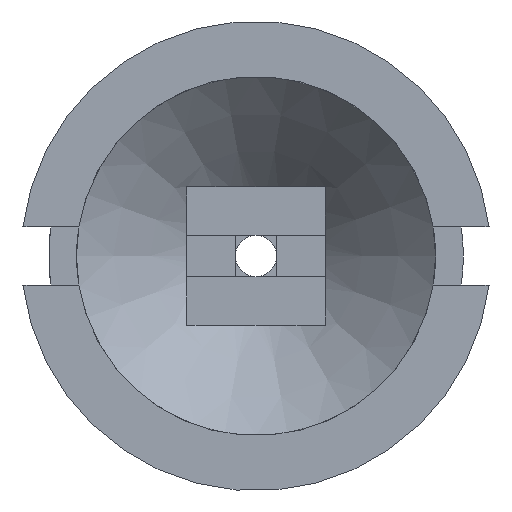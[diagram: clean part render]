
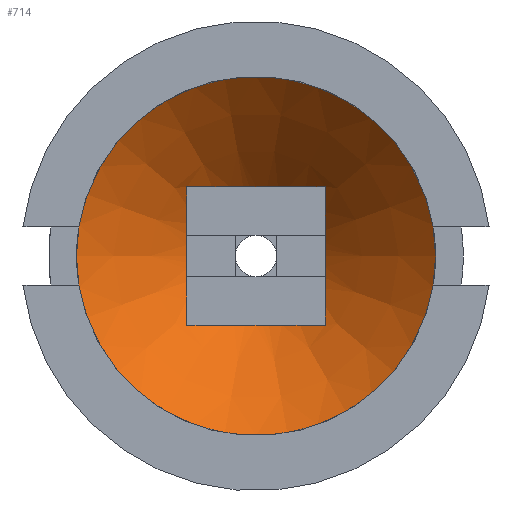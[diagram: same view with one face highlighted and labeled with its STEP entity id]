
A CAD part, front view. The second image highlights one B-rep face of the part: STEP entity #714.
In plain terms, the highlighted conical face has half-angle 45 degrees and reference radius 9 mm.
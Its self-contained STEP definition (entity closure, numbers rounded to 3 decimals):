
#25=CONICAL_SURFACE('',#771,9.,0.785);
#28=(
BOUNDED_CURVE()
B_SPLINE_CURVE(2,(#1094,#1095,#1096),.UNSPECIFIED.,.F.,.F.)
B_SPLINE_CURVE_WITH_KNOTS((3,3),(1.46,2.263),
 .UNSPECIFIED.)
CURVE()
GEOMETRIC_REPRESENTATION_ITEM()
RATIONAL_B_SPLINE_CURVE((1.,1.188,1.169))
REPRESENTATION_ITEM('')
);
#29=(
BOUNDED_CURVE()
B_SPLINE_CURVE(2,(#1098,#1099,#1100),.UNSPECIFIED.,.F.,.F.)
B_SPLINE_CURVE_WITH_KNOTS((3,3),(0.657,1.46),
 .UNSPECIFIED.)
CURVE()
GEOMETRIC_REPRESENTATION_ITEM()
RATIONAL_B_SPLINE_CURVE((1.169,1.188,1.))
REPRESENTATION_ITEM('')
);
#30=(
BOUNDED_CURVE()
B_SPLINE_CURVE(2,(#1107,#1108,#1109),.UNSPECIFIED.,.F.,.F.)
B_SPLINE_CURVE_WITH_KNOTS((3,3),(0.657,1.46),
 .UNSPECIFIED.)
CURVE()
GEOMETRIC_REPRESENTATION_ITEM()
RATIONAL_B_SPLINE_CURVE((1.169,1.188,1.))
REPRESENTATION_ITEM('')
);
#31=(
BOUNDED_CURVE()
B_SPLINE_CURVE(2,(#1113,#1114,#1115),.UNSPECIFIED.,.F.,.F.)
B_SPLINE_CURVE_WITH_KNOTS((3,3),(1.46,2.263),
 .UNSPECIFIED.)
CURVE()
GEOMETRIC_REPRESENTATION_ITEM()
RATIONAL_B_SPLINE_CURVE((1.,1.188,1.169))
REPRESENTATION_ITEM('')
);
#32=(
BOUNDED_CURVE()
B_SPLINE_CURVE(2,(#1121,#1122,#1123),.UNSPECIFIED.,.F.,.F.)
B_SPLINE_CURVE_WITH_KNOTS((3,3),(0.657,1.46),
 .UNSPECIFIED.)
CURVE()
GEOMETRIC_REPRESENTATION_ITEM()
RATIONAL_B_SPLINE_CURVE((1.169,1.188,1.))
REPRESENTATION_ITEM('')
);
#33=(
BOUNDED_CURVE()
B_SPLINE_CURVE(2,(#1127,#1128,#1129),.UNSPECIFIED.,.F.,.F.)
B_SPLINE_CURVE_WITH_KNOTS((3,3),(1.46,2.263),
 .UNSPECIFIED.)
CURVE()
GEOMETRIC_REPRESENTATION_ITEM()
RATIONAL_B_SPLINE_CURVE((1.,1.188,1.169))
REPRESENTATION_ITEM('')
);
#34=(
BOUNDED_CURVE()
B_SPLINE_CURVE(2,(#1131,#1132,#1133),.UNSPECIFIED.,.F.,.F.)
B_SPLINE_CURVE_WITH_KNOTS((3,3),(0.657,1.46),
 .UNSPECIFIED.)
CURVE()
GEOMETRIC_REPRESENTATION_ITEM()
RATIONAL_B_SPLINE_CURVE((1.169,1.188,1.))
REPRESENTATION_ITEM('')
);
#35=(
BOUNDED_CURVE()
B_SPLINE_CURVE(2,(#1135,#1136,#1137),.UNSPECIFIED.,.F.,.F.)
B_SPLINE_CURVE_WITH_KNOTS((3,3),(1.46,2.263),
 .UNSPECIFIED.)
CURVE()
GEOMETRIC_REPRESENTATION_ITEM()
RATIONAL_B_SPLINE_CURVE((1.,1.188,1.169))
REPRESENTATION_ITEM('')
);
#57=FACE_OUTER_BOUND('',#96,.T.);
#96=EDGE_LOOP('',(#535,#536,#537,#538,#539,#540,#541,#542,#543,#544,#545));
#157=LINE('',#1141,#223);
#223=VECTOR('',#904,9.);
#255=CIRCLE('',#772,13.);
#297=VERTEX_POINT('',#1086);
#299=VERTEX_POINT('',#1092);
#300=VERTEX_POINT('',#1093);
#301=VERTEX_POINT('',#1097);
#303=VERTEX_POINT('',#1106);
#304=VERTEX_POINT('',#1112);
#306=VERTEX_POINT('',#1120);
#307=VERTEX_POINT('',#1125);
#308=VERTEX_POINT('',#1139);
#379=EDGE_CURVE('',#299,#300,#28,.T.);
#380=EDGE_CURVE('',#301,#299,#29,.T.);
#384=EDGE_CURVE('',#300,#303,#30,.T.);
#386=EDGE_CURVE('',#303,#304,#31,.T.);
#389=EDGE_CURVE('',#304,#306,#32,.T.);
#392=EDGE_CURVE('',#306,#307,#33,.T.);
#393=EDGE_CURVE('',#307,#297,#34,.T.);
#394=EDGE_CURVE('',#297,#301,#35,.T.);
#395=EDGE_CURVE('',#308,#308,#255,.T.);
#396=EDGE_CURVE('',#308,#306,#157,.T.);
#535=ORIENTED_EDGE('',*,*,#395,.T.);
#536=ORIENTED_EDGE('',*,*,#396,.T.);
#537=ORIENTED_EDGE('',*,*,#392,.T.);
#538=ORIENTED_EDGE('',*,*,#393,.T.);
#539=ORIENTED_EDGE('',*,*,#394,.T.);
#540=ORIENTED_EDGE('',*,*,#380,.T.);
#541=ORIENTED_EDGE('',*,*,#379,.T.);
#542=ORIENTED_EDGE('',*,*,#384,.T.);
#543=ORIENTED_EDGE('',*,*,#386,.T.);
#544=ORIENTED_EDGE('',*,*,#389,.T.);
#545=ORIENTED_EDGE('',*,*,#396,.F.);
#714=ADVANCED_FACE('',(#57),#25,.F.);
#771=AXIS2_PLACEMENT_3D('',#1138,#900,#901);
#772=AXIS2_PLACEMENT_3D('',#1140,#902,#903);
#900=DIRECTION('center_axis',(0.,-1.,0.));
#901=DIRECTION('ref_axis',(-1.,0.,0.));
#902=DIRECTION('center_axis',(0.,-1.,0.));
#903=DIRECTION('ref_axis',(-1.,0.,0.));
#904=DIRECTION('',(-0.707,0.707,0.));
#1086=CARTESIAN_POINT('',(150.568,394.649,30.861));
#1092=CARTESIAN_POINT('',(145.568,394.649,35.861));
#1093=CARTESIAN_POINT('',(145.568,392.578,40.861));
#1094=CARTESIAN_POINT('Ctrl Pts',(145.568,394.649,35.861));
#1095=CARTESIAN_POINT('Ctrl Pts',(145.568,394.649,37.932));
#1096=CARTESIAN_POINT('Ctrl Pts',(145.568,392.578,40.861));
#1097=CARTESIAN_POINT('',(145.568,392.578,30.861));
#1098=CARTESIAN_POINT('Ctrl Pts',(145.568,392.578,30.861));
#1099=CARTESIAN_POINT('Ctrl Pts',(145.568,394.649,33.79));
#1100=CARTESIAN_POINT('Ctrl Pts',(145.568,394.649,35.861));
#1106=CARTESIAN_POINT('',(150.568,394.649,40.861));
#1107=CARTESIAN_POINT('Ctrl Pts',(145.568,392.578,40.861));
#1108=CARTESIAN_POINT('Ctrl Pts',(148.497,394.649,40.861));
#1109=CARTESIAN_POINT('Ctrl Pts',(150.568,394.649,40.861));
#1112=CARTESIAN_POINT('',(155.568,392.578,40.861));
#1113=CARTESIAN_POINT('Ctrl Pts',(150.568,394.649,40.861));
#1114=CARTESIAN_POINT('Ctrl Pts',(152.639,394.649,40.861));
#1115=CARTESIAN_POINT('Ctrl Pts',(155.568,392.578,40.861));
#1120=CARTESIAN_POINT('',(155.568,394.649,35.861));
#1121=CARTESIAN_POINT('Ctrl Pts',(155.568,392.578,40.861));
#1122=CARTESIAN_POINT('Ctrl Pts',(155.568,394.649,37.932));
#1123=CARTESIAN_POINT('Ctrl Pts',(155.568,394.649,35.861));
#1125=CARTESIAN_POINT('',(155.568,392.578,30.861));
#1127=CARTESIAN_POINT('Ctrl Pts',(155.568,394.649,35.861));
#1128=CARTESIAN_POINT('Ctrl Pts',(155.568,394.649,33.79));
#1129=CARTESIAN_POINT('Ctrl Pts',(155.568,392.578,30.861));
#1131=CARTESIAN_POINT('Ctrl Pts',(155.568,392.578,30.861));
#1132=CARTESIAN_POINT('Ctrl Pts',(152.639,394.649,30.861));
#1133=CARTESIAN_POINT('Ctrl Pts',(150.568,394.649,30.861));
#1135=CARTESIAN_POINT('Ctrl Pts',(150.568,394.649,30.861));
#1136=CARTESIAN_POINT('Ctrl Pts',(148.497,394.649,30.861));
#1137=CARTESIAN_POINT('Ctrl Pts',(145.568,392.578,30.861));
#1138=CARTESIAN_POINT('Origin',(150.568,390.649,35.861));
#1139=CARTESIAN_POINT('',(163.568,386.649,35.861));
#1140=CARTESIAN_POINT('Origin',(150.568,386.649,35.861));
#1141=CARTESIAN_POINT('',(159.568,390.649,35.861));
